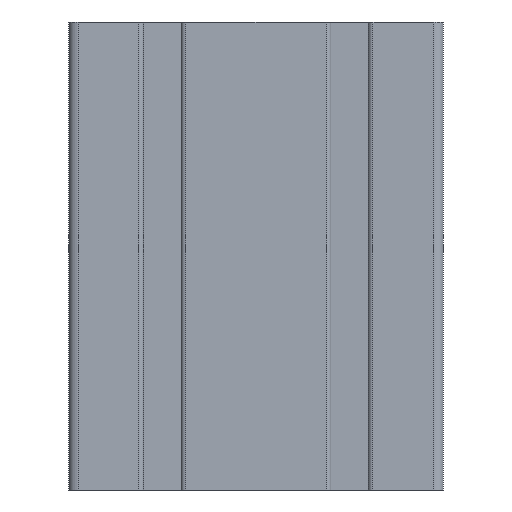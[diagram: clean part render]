
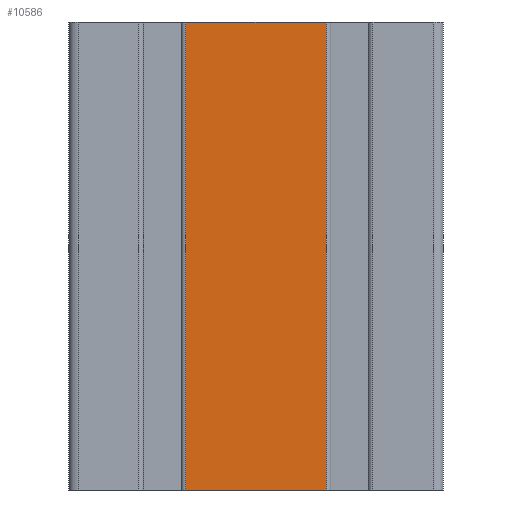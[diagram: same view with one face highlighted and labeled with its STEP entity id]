
A CAD part, left-side view. The second image highlights one B-rep face of the part: STEP entity #10586.
In plain terms, the highlighted planar face has unit normal (-1, 0, 0).
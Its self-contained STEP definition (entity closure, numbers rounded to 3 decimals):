
#1362=FACE_OUTER_BOUND('',#1892,.T.);
#1892=EDGE_LOOP('',(#8699,#8700,#8701,#8702));
#2062=LINE('',#15274,#3102);
#2223=LINE('',#15750,#3263);
#2938=LINE('',#17973,#3978);
#2939=LINE('',#17974,#3979);
#3102=VECTOR('',#12082,100.);
#3263=VECTOR('',#12549,100.);
#3978=VECTOR('',#14792,30.);
#3979=VECTOR('',#14793,30.);
#4141=VERTEX_POINT('',#15270);
#4142=VERTEX_POINT('',#15272);
#4303=VERTEX_POINT('',#15747);
#4304=VERTEX_POINT('',#15749);
#5264=EDGE_CURVE('',#4141,#4142,#2062,.T.);
#5500=EDGE_CURVE('',#4303,#4304,#2223,.T.);
#6610=EDGE_CURVE('',#4304,#4142,#2938,.T.);
#6611=EDGE_CURVE('',#4303,#4141,#2939,.T.);
#8699=ORIENTED_EDGE('',*,*,#5264,.T.);
#8700=ORIENTED_EDGE('',*,*,#6610,.F.);
#8701=ORIENTED_EDGE('',*,*,#5500,.F.);
#8702=ORIENTED_EDGE('',*,*,#6611,.T.);
#10060=PLANE('',#11654);
#10586=ADVANCED_FACE('',(#1362),#10060,.T.);
#11654=AXIS2_PLACEMENT_3D('',#17972,#14790,#14791);
#12082=DIRECTION('',(0.,0.,-1.));
#12549=DIRECTION('',(0.,0.,-1.));
#14790=DIRECTION('center_axis',(-1.,0.,0.));
#14791=DIRECTION('ref_axis',(0.,-1.,0.));
#14792=DIRECTION('',(0.,1.,0.));
#14793=DIRECTION('',(0.,1.,0.));
#15270=CARTESIAN_POINT('',(-40.,15.,100.));
#15272=CARTESIAN_POINT('',(-40.,15.,0.));
#15274=CARTESIAN_POINT('',(-40.,15.,0.));
#15747=CARTESIAN_POINT('',(-40.,-15.,100.));
#15749=CARTESIAN_POINT('',(-40.,-15.,0.));
#15750=CARTESIAN_POINT('',(-40.,-15.,0.));
#17972=CARTESIAN_POINT('Origin',(-40.,38.,0.));
#17973=CARTESIAN_POINT('',(-40.,19.,0.));
#17974=CARTESIAN_POINT('',(-40.,19.,100.));
